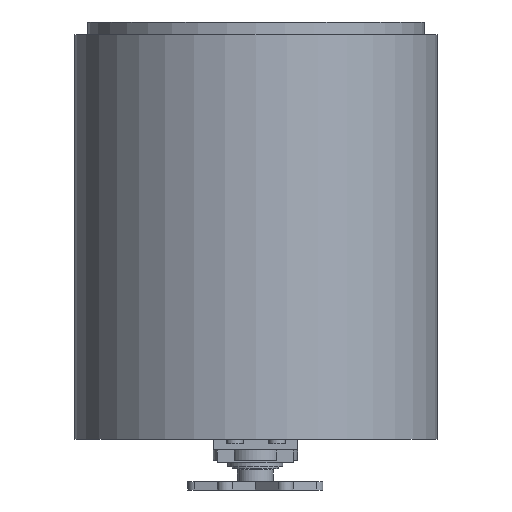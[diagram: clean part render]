
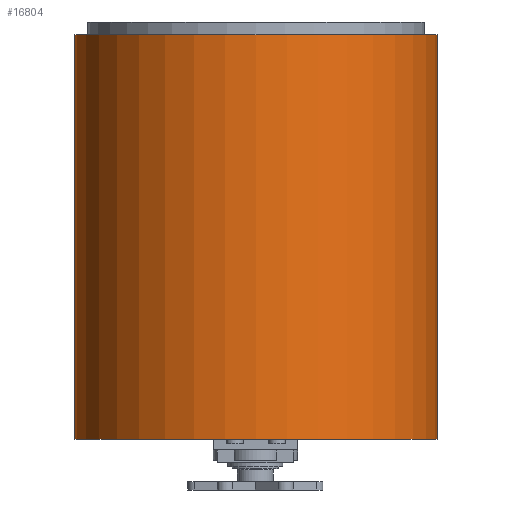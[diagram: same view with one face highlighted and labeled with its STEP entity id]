
A CAD part, left-side view. The second image highlights one B-rep face of the part: STEP entity #16804.
In plain terms, the highlighted cylindrical face has radius 43 mm (diameter 86 mm), a full revolution.
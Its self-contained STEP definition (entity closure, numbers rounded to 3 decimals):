
#1001=ELLIPSE('',#17915,60.811,43.);
#1002=ELLIPSE('',#17917,60.811,43.);
#1003=ELLIPSE('',#17918,60.811,43.);
#1704=CYLINDRICAL_SURFACE('',#17923,43.);
#1857=FACE_OUTER_BOUND('',#2833,.T.);
#2833=EDGE_LOOP('',(#11953,#11954,#11955,#11956,#11957,#11958,#11959,#11960,
#11961,#11962));
#3909=LINE('',#22778,#5576);
#3910=LINE('',#22780,#5577);
#3911=LINE('',#22785,#5578);
#5576=VECTOR('',#19120,10.);
#5577=VECTOR('',#19123,10.);
#5578=VECTOR('',#19130,43.);
#7228=CIRCLE('',#17911,43.);
#7233=CIRCLE('',#17924,43.);
#7234=CIRCLE('',#17925,43.);
#7547=VERTEX_POINT('',#22758);
#7549=VERTEX_POINT('',#22764);
#7550=VERTEX_POINT('',#22765);
#7551=VERTEX_POINT('',#22767);
#7552=VERTEX_POINT('',#22769);
#7553=VERTEX_POINT('',#22771);
#7555=VERTEX_POINT('',#22782);
#9272=EDGE_CURVE('',#7547,#7547,#7228,.T.);
#9274=EDGE_CURVE('',#7549,#7550,#1001,.T.);
#9276=EDGE_CURVE('',#7552,#7551,#1002,.T.);
#9277=EDGE_CURVE('',#7553,#7552,#1003,.T.);
#9281=EDGE_CURVE('',#7551,#7549,#3909,.F.);
#9282=EDGE_CURVE('',#7550,#7553,#3910,.F.);
#9283=EDGE_CURVE('',#7552,#7555,#7233,.T.);
#9284=EDGE_CURVE('',#7555,#7552,#7234,.T.);
#9285=EDGE_CURVE('',#7555,#7547,#3911,.T.);
#11953=ORIENTED_EDGE('',*,*,#9283,.F.);
#11954=ORIENTED_EDGE('',*,*,#9276,.T.);
#11955=ORIENTED_EDGE('',*,*,#9281,.T.);
#11956=ORIENTED_EDGE('',*,*,#9274,.T.);
#11957=ORIENTED_EDGE('',*,*,#9282,.T.);
#11958=ORIENTED_EDGE('',*,*,#9277,.T.);
#11959=ORIENTED_EDGE('',*,*,#9284,.F.);
#11960=ORIENTED_EDGE('',*,*,#9285,.T.);
#11961=ORIENTED_EDGE('',*,*,#9272,.F.);
#11962=ORIENTED_EDGE('',*,*,#9285,.F.);
#16804=ADVANCED_FACE('',(#1857),#1704,.T.);
#17911=AXIS2_PLACEMENT_3D('',#22759,#19097,#19098);
#17915=AXIS2_PLACEMENT_3D('',#22766,#19105,#19106);
#17917=AXIS2_PLACEMENT_3D('',#22770,#19109,#19110);
#17918=AXIS2_PLACEMENT_3D('',#22772,#19111,#19112);
#17923=AXIS2_PLACEMENT_3D('',#22781,#19124,#19125);
#17924=AXIS2_PLACEMENT_3D('',#22783,#19126,#19127);
#17925=AXIS2_PLACEMENT_3D('',#22784,#19128,#19129);
#19097=DIRECTION('center_axis',(0.,0.,-1.));
#19098=DIRECTION('ref_axis',(1.,0.,0.));
#19105=DIRECTION('center_axis',(-0.707,0.,-0.707));
#19106=DIRECTION('ref_axis',(0.707,0.,-0.707));
#19109=DIRECTION('center_axis',(-0.707,0.,0.707));
#19110=DIRECTION('ref_axis',(-0.707,0.,-0.707));
#19111=DIRECTION('center_axis',(-0.707,0.,0.707));
#19112=DIRECTION('ref_axis',(-0.707,0.,-0.707));
#19120=DIRECTION('',(0.,0.,1.));
#19123=DIRECTION('',(0.,0.,-1.));
#19124=DIRECTION('center_axis',(0.,0.,1.));
#19125=DIRECTION('ref_axis',(1.,0.,0.));
#19126=DIRECTION('center_axis',(0.,0.,1.));
#19127=DIRECTION('ref_axis',(1.,0.,0.));
#19128=DIRECTION('center_axis',(0.,0.,1.));
#19129=DIRECTION('ref_axis',(1.,0.,0.));
#19130=DIRECTION('',(0.,0.,-1.));
#22758=CARTESIAN_POINT('',(-43.,0.,-10.));
#22759=CARTESIAN_POINT('Origin',(0.,0.,-10.));
#22764=CARTESIAN_POINT('',(1.,42.988,42.));
#22765=CARTESIAN_POINT('',(1.,-42.988,42.));
#22766=CARTESIAN_POINT('Origin',(0.,0.,43.));
#22767=CARTESIAN_POINT('',(1.,42.988,44.));
#22769=CARTESIAN_POINT('',(43.,0.,86.));
#22770=CARTESIAN_POINT('Origin',(0.,0.,43.));
#22771=CARTESIAN_POINT('',(1.,-42.988,44.));
#22772=CARTESIAN_POINT('Origin',(0.,0.,43.));
#22778=CARTESIAN_POINT('',(1.,42.988,0.));
#22780=CARTESIAN_POINT('',(1.,-42.988,0.));
#22781=CARTESIAN_POINT('Origin',(0.,0.,0.));
#22782=CARTESIAN_POINT('',(-43.,0.,86.));
#22783=CARTESIAN_POINT('Origin',(0.,0.,86.));
#22784=CARTESIAN_POINT('Origin',(0.,0.,86.));
#22785=CARTESIAN_POINT('',(-43.,0.,0.));
